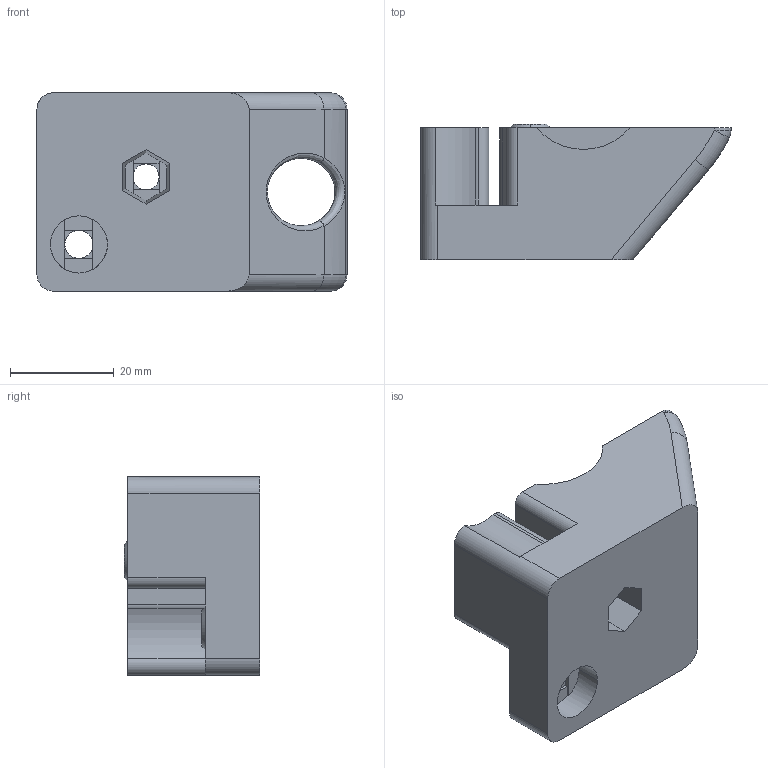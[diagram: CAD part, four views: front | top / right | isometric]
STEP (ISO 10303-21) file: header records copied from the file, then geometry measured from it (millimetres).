
FILE_DESCRIPTION (( 'STEP AP214' ), '1' );
FILE_NAME ('Cross Corner 2B.STEP', '2021-07-03T02:12:56', ( '' ), ( '' ), 'SwSTEP 2.0', 'SolidWorks 2018', '' );
FILE_SCHEMA (( 'AUTOMOTIVE_DESIGN' ));
Length unit declared in the file: millimetre
Products named in the file (1): Cross Corner 2B
Bounding box: 59.68 x 26.1 x 38.19 mm (x, y, z)
Volume: 39625.5 mm3; surface area: 10016.7 mm2
Topology: 1 solids, 1 shells, 86 faces, 223 edges, 138 vertices
Faces by surface type: plane 48, cylinder 28, cone 4, bspline 2, torus 2, sphere 2
Entity records: 2918 total; most frequent: CARTESIAN_POINT 751, DIRECTION 458, ORIENTED_EDGE 442, EDGE_CURVE 221, AXIS2_PLACEMENT_3D 160, LINE 138, VECTOR 138, VERTEX_POINT 138
